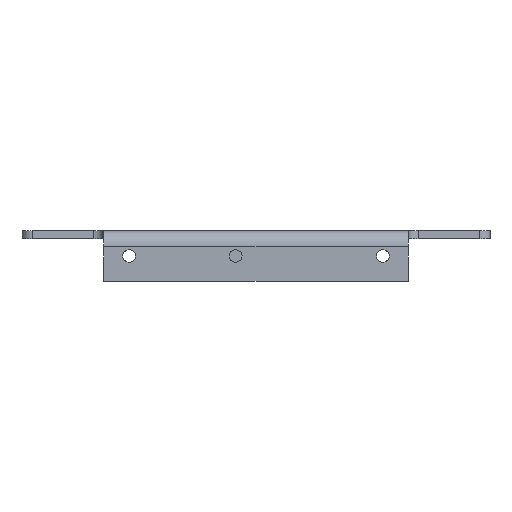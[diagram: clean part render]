
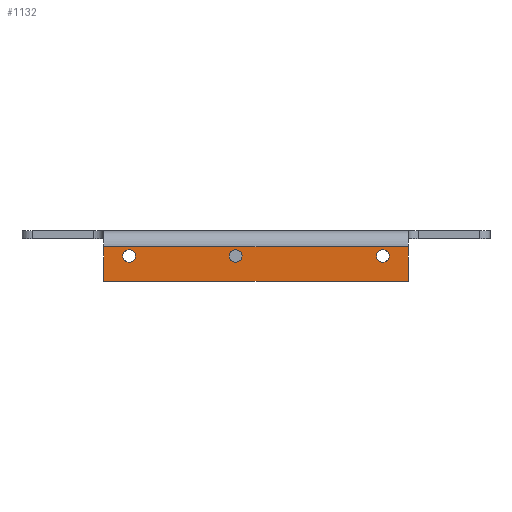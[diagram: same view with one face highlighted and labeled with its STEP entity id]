
A CAD part, left-side view. The second image highlights one B-rep face of the part: STEP entity #1132.
In plain terms, the highlighted planar face has unit normal (-1, 0, 0).
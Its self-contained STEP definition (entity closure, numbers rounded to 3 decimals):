
#34=FACE_BOUND('',#270,.T.);
#35=FACE_BOUND('',#271,.T.);
#36=FACE_BOUND('',#272,.T.);
#43=CIRCLE('',#1159,1.25);
#45=CIRCLE('',#1162,1.25);
#47=CIRCLE('',#1165,1.25);
#194=FACE_OUTER_BOUND('',#269,.T.);
#269=EDGE_LOOP('',(#1048,#1049,#1050,#1051));
#270=EDGE_LOOP('',(#1052));
#271=EDGE_LOOP('',(#1053));
#272=EDGE_LOOP('',(#1054));
#276=LINE('',#1624,#370);
#359=LINE('',#1920,#453);
#360=LINE('',#1925,#454);
#365=LINE('',#1937,#459);
#370=VECTOR('',#1278,10.);
#453=VECTOR('',#1585,10.);
#454=VECTOR('',#1592,10.);
#459=VECTOR('',#1607,10.);
#461=VERTEX_POINT('',#1617);
#464=VERTEX_POINT('',#1622);
#475=VERTEX_POINT('',#1653);
#477=VERTEX_POINT('',#1659);
#479=VERTEX_POINT('',#1665);
#565=VERTEX_POINT('',#1919);
#566=VERTEX_POINT('',#1923);
#572=EDGE_CURVE('',#464,#461,#276,.T.);
#586=EDGE_CURVE('',#475,#475,#43,.T.);
#589=EDGE_CURVE('',#477,#477,#45,.T.);
#592=EDGE_CURVE('',#479,#479,#47,.T.);
#720=EDGE_CURVE('',#565,#461,#359,.T.);
#723=EDGE_CURVE('',#464,#566,#360,.T.);
#729=EDGE_CURVE('',#566,#565,#365,.T.);
#1048=ORIENTED_EDGE('',*,*,#720,.T.);
#1049=ORIENTED_EDGE('',*,*,#572,.F.);
#1050=ORIENTED_EDGE('',*,*,#723,.T.);
#1051=ORIENTED_EDGE('',*,*,#729,.T.);
#1052=ORIENTED_EDGE('',*,*,#586,.T.);
#1053=ORIENTED_EDGE('',*,*,#589,.T.);
#1054=ORIENTED_EDGE('',*,*,#592,.T.);
#1076=PLANE('',#1270);
#1132=ADVANCED_FACE('',(#194,#34,#35,#36),#1076,.T.);
#1159=AXIS2_PLACEMENT_3D('',#1654,#1308,#1309);
#1162=AXIS2_PLACEMENT_3D('',#1660,#1315,#1316);
#1165=AXIS2_PLACEMENT_3D('',#1666,#1322,#1323);
#1270=AXIS2_PLACEMENT_3D('',#1941,#1613,#1614);
#1278=DIRECTION('',(0.,1.,0.));
#1308=DIRECTION('center_axis',(1.,0.,0.));
#1309=DIRECTION('ref_axis',(0.,-1.,0.));
#1315=DIRECTION('center_axis',(1.,0.,0.));
#1316=DIRECTION('ref_axis',(0.,-1.,0.));
#1322=DIRECTION('center_axis',(1.,0.,0.));
#1323=DIRECTION('ref_axis',(0.,-1.,0.));
#1585=DIRECTION('',(0.,0.,-1.));
#1592=DIRECTION('',(0.,0.,1.));
#1607=DIRECTION('',(0.,1.,0.));
#1613=DIRECTION('center_axis',(-1.,0.,0.));
#1614=DIRECTION('ref_axis',(0.,0.,
1.));
#1617=CARTESIAN_POINT('',(0.,-18.,-8.4));
#1622=CARTESIAN_POINT('',(0.,-78.,-8.4));
#1624=CARTESIAN_POINT('',(0.,-96.,-8.4));
#1653=CARTESIAN_POINT('',(0.,-21.75,-3.4));
#1654=CARTESIAN_POINT('Origin',(0.,-23.,-3.4));
#1659=CARTESIAN_POINT('',(0.,-42.75,-3.4));
#1660=CARTESIAN_POINT('Origin',(0.,-44.,-3.4));
#1665=CARTESIAN_POINT('',(0.,-71.75,-3.4));
#1666=CARTESIAN_POINT('Origin',(0.,-73.,-3.4));
#1919=CARTESIAN_POINT('',(0.,-18.,-1.6));
#1920=CARTESIAN_POINT('',(0.,-18.,-6.4));
#1923=CARTESIAN_POINT('',(0.,-78.,-1.6));
#1925=CARTESIAN_POINT('',(0.,-78.,-4.295));
#1937=CARTESIAN_POINT('',(0.,-48.,-1.6));
#1941=CARTESIAN_POINT('Origin',(0.,-48.,-2.19));
